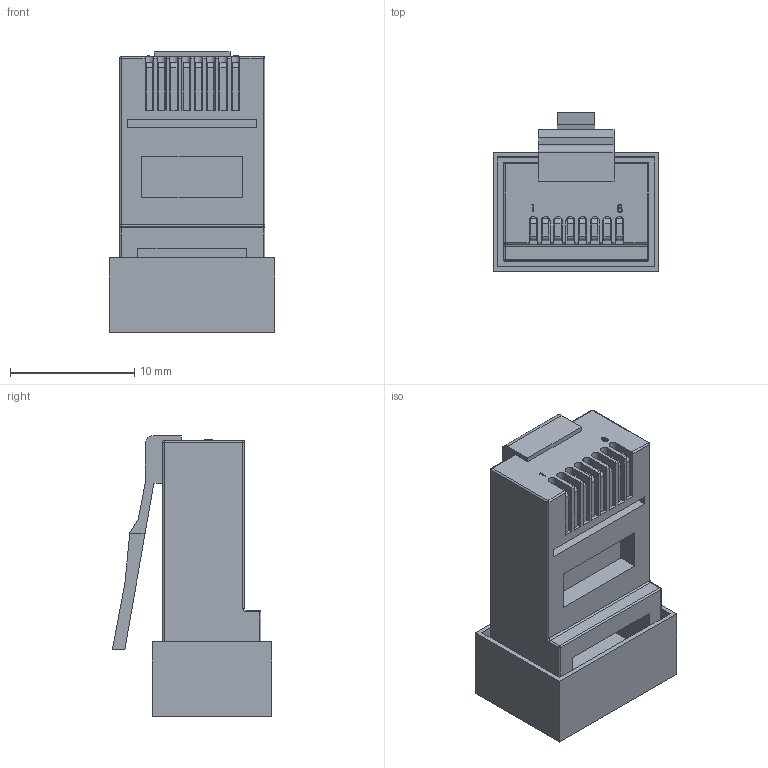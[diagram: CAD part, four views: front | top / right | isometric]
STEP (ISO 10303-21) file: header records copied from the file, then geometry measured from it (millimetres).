
FILE_DESCRIPTION (( 'STEP AP203' ), '1' );
FILE_NAME ('MOD27T.STEP', '2006-06-23T19:45:05', ( 'lcom' ), ( 'lcom' ), 'SwSTEP 2.0', 'SolidWorks 2006004', '' );
FILE_SCHEMA (( 'CONFIG_CONTROL_DESIGN' ));
Length unit declared in the file: millimetre
Products named in the file (3): MOD27T CAP; TSP3088_TSP2088; MOD27T
Assembly tree (2 placements, depth 2):
  MOD27T
    TSP3088_TSP2088
    MOD27T CAP
Bounding box: 13.34 x 12.81 x 22.56 mm (x, y, z)
Volume: 1559.9 mm3; surface area: 2623.9 mm2
Topology: 2 solids, 2 shells, 448 faces, 1176 edges, 765 vertices
Faces by surface type: plane 285, bspline 91, cylinder 58, sphere 10, torus 4
Entity records: 22500 total; most frequent: CARTESIAN_POINT 11744, ORIENTED_EDGE 2332, DIRECTION 1815, EDGE_CURVE 1166, VECTOR 863, LINE 863, VERTEX_POINT 765, EDGE_LOOP 491
